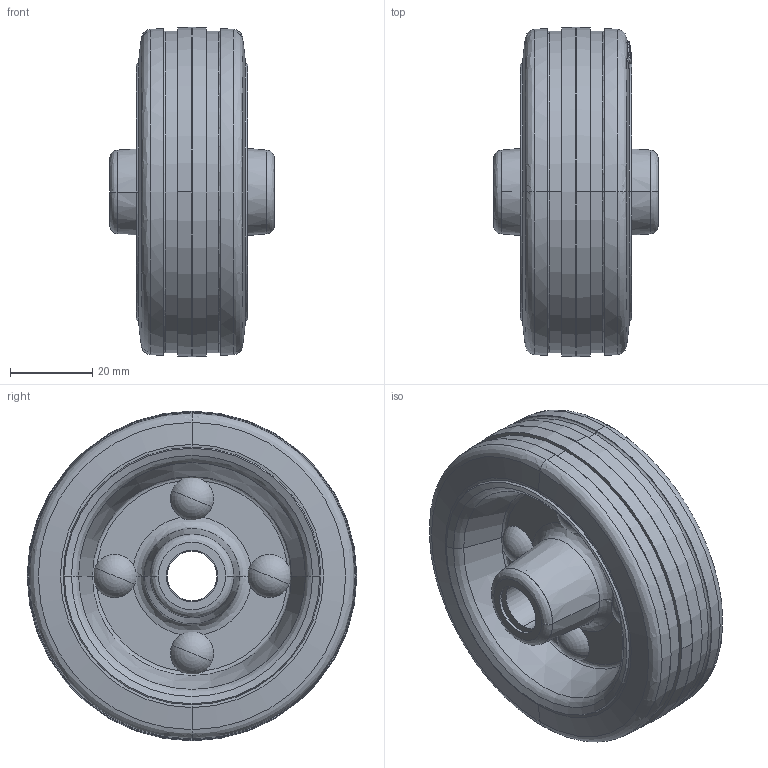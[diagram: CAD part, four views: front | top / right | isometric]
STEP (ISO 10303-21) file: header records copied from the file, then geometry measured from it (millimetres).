
FILE_DESCRIPTION (( 'STEP AP214' ), '1' );
FILE_NAME ('0013142_SGS-080-30-40-R12-EC.STEP', '2016-05-12T08:04:00', ( '' ), ( '' ), 'SwSTEP 2.0', 'SolidWorks 2016', '' );
FILE_SCHEMA (( 'AUTOMOTIVE_DESIGN' ));
Length unit declared in the file: millimetre
Products named in the file (1): 0013142_SGS-080-30-40-R12-EC
Bounding box: 40 x 80 x 80 mm (x, y, z)
Volume: 81995.7 mm3; surface area: 42415 mm2
Topology: 17 solids, 17 shells, 277 faces, 625 edges, 380 vertices
Faces by surface type: bspline 99, plane 66, cone 60, cylinder 36, torus 16
Entity records: 14136 total; most frequent: CARTESIAN_POINT 5154, ORIENTED_EDGE 1218, DIRECTION 1085, EDGE_CURVE 609, AXIS2_PLACEMENT_3D 429, VERTEX_POINT 380, EDGE_LOOP 323, UNCERTAINTY_MEASURE_WITH_UNIT 296
